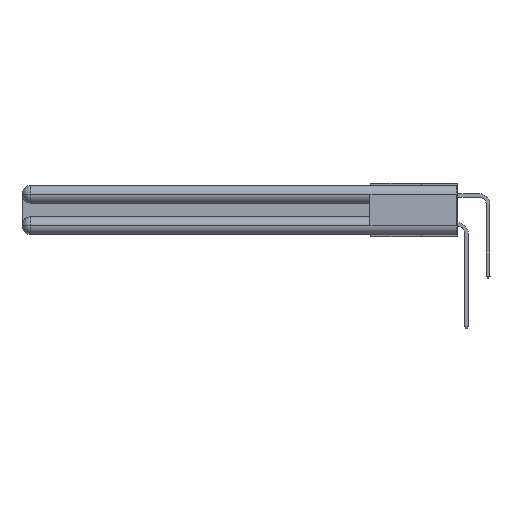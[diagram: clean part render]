
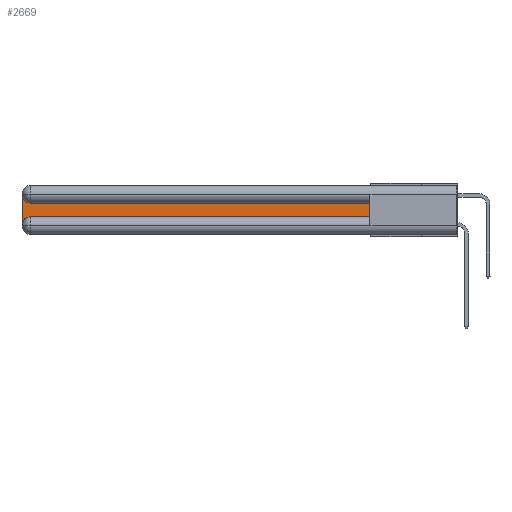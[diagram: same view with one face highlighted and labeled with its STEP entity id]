
A CAD part, left-side view. The second image highlights one B-rep face of the part: STEP entity #2669.
In plain terms, the highlighted planar face has unit normal (-1, 0, 0).
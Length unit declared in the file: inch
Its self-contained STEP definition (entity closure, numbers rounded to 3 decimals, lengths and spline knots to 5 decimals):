
#58 = DIRECTION ( 'NONE',  ( 1., 0., 0. ) ) ;
#194 = CARTESIAN_POINT ( 'NONE',  ( 0.075, 2.94, -0.2775 ) ) ;
#406 = DIRECTION ( 'NONE',  ( 0., 0., -1. ) ) ;
#581 = VERTEX_POINT ( 'NONE', #7130 ) ;
#814 = VECTOR ( 'NONE', #22246, 39.37008 ) ;
#1074 = CARTESIAN_POINT ( 'NONE',  ( 0.075, 0.6, -0.2175 ) ) ;
#1844 = CIRCLE ( 'NONE', #6168, 0.06 ) ;
#2662 = ORIENTED_EDGE ( 'NONE', *, *, #17556, .T. ) ;
#2669 = ADVANCED_FACE ( 'NONE', ( #24347 ), #12503, .F. ) ;
#2930 = CARTESIAN_POINT ( 'NONE',  ( 0.075, 3., -0.0625 ) ) ;
#3341 = EDGE_LOOP ( 'NONE', ( #2662, #24613, #18760, #14930, #14425, #21240 ) ) ;
#5506 = VECTOR ( 'NONE', #12964, 39.37008 ) ;
#5531 = CARTESIAN_POINT ( 'NONE',  ( 0.075, 0.6, -0.1225 ) ) ;
#5951 = DIRECTION ( 'NONE',  ( 0., 0., -1. ) ) ;
#6168 = AXIS2_PLACEMENT_3D ( 'NONE', #25485, #58, #20695 ) ;
#6237 = LINE ( 'NONE', #17205, #5506 ) ;
#7130 = CARTESIAN_POINT ( 'NONE',  ( 0.075, 0.6, -0.1225 ) ) ;
#7438 = CIRCLE ( 'NONE', #23086, 0.06 ) ;
#8674 = DIRECTION ( 'NONE',  ( 0., -1., 0. ) ) ;
#9150 = CARTESIAN_POINT ( 'NONE',  ( 0.075, 2.94, -0.2175 ) ) ;
#9180 = VERTEX_POINT ( 'NONE', #15051 ) ;
#9357 = VECTOR ( 'NONE', #10065, 39.37008 ) ;
#10065 = DIRECTION ( 'NONE',  ( 0., 1., 0. ) ) ;
#11797 = CARTESIAN_POINT ( 'NONE',  ( 0.075, 3., -0.1225 ) ) ;
#12503 = PLANE ( 'NONE',  #18526 ) ;
#12964 = DIRECTION ( 'NONE',  ( 0., 0., -1. ) ) ;
#13668 = EDGE_CURVE ( 'NONE', #17433, #15474, #7438, .T. ) ;
#14300 = DIRECTION ( 'NONE',  ( 1., 0., 0. ) ) ;
#14425 = ORIENTED_EDGE ( 'NONE', *, *, #19803, .T. ) ;
#14930 = ORIENTED_EDGE ( 'NONE', *, *, #13668, .T. ) ;
#15051 = CARTESIAN_POINT ( 'NONE',  ( 0.075, 2.94, -0.1225 ) ) ;
#15474 = VERTEX_POINT ( 'NONE', #9150 ) ;
#15998 = EDGE_CURVE ( 'NONE', #9180, #23302, #1844, .T. ) ;
#16964 = VECTOR ( 'NONE', #8674, 39.37008 ) ;
#17205 = CARTESIAN_POINT ( 'NONE',  ( 0.075, 3., -0.2175 ) ) ;
#17338 = DIRECTION ( 'NONE',  ( 1., 0., 0. ) ) ;
#17433 = VERTEX_POINT ( 'NONE', #19899 ) ;
#17556 = EDGE_CURVE ( 'NONE', #581, #9180, #20200, .T. ) ;
#18526 = AXIS2_PLACEMENT_3D ( 'NONE', #11797, #17338, #5951 ) ;
#18760 = ORIENTED_EDGE ( 'NONE', *, *, #29658, .T. ) ;
#19803 = EDGE_CURVE ( 'NONE', #15474, #29100, #28064, .T. ) ;
#19899 = CARTESIAN_POINT ( 'NONE',  ( 0.075, 3., -0.2775 ) ) ;
#20200 = LINE ( 'NONE', #5531, #9357 ) ;
#20695 = DIRECTION ( 'NONE',  ( 0., 0., -1. ) ) ;
#21240 = ORIENTED_EDGE ( 'NONE', *, *, #27962, .T. ) ;
#22246 = DIRECTION ( 'NONE',  ( 0., 0., 1. ) ) ;
#23086 = AXIS2_PLACEMENT_3D ( 'NONE', #194, #14300, #406 ) ;
#23302 = VERTEX_POINT ( 'NONE', #2930 ) ;
#24285 = LINE ( 'NONE', #26763, #814 ) ;
#24347 = FACE_OUTER_BOUND ( 'NONE', #3341, .T. ) ;
#24613 = ORIENTED_EDGE ( 'NONE', *, *, #15998, .T. ) ;
#25485 = CARTESIAN_POINT ( 'NONE',  ( 0.075, 2.94, -0.0625 ) ) ;
#26763 = CARTESIAN_POINT ( 'NONE',  ( 0.075, 0.6, -0.2175 ) ) ;
#26790 = CARTESIAN_POINT ( 'NONE',  ( 0.075, 0.6, -0.2175 ) ) ;
#27962 = EDGE_CURVE ( 'NONE', #29100, #581, #24285, .T. ) ;
#28064 = LINE ( 'NONE', #1074, #16964 ) ;
#29100 = VERTEX_POINT ( 'NONE', #26790 ) ;
#29658 = EDGE_CURVE ( 'NONE', #23302, #17433, #6237, .T. ) ;
